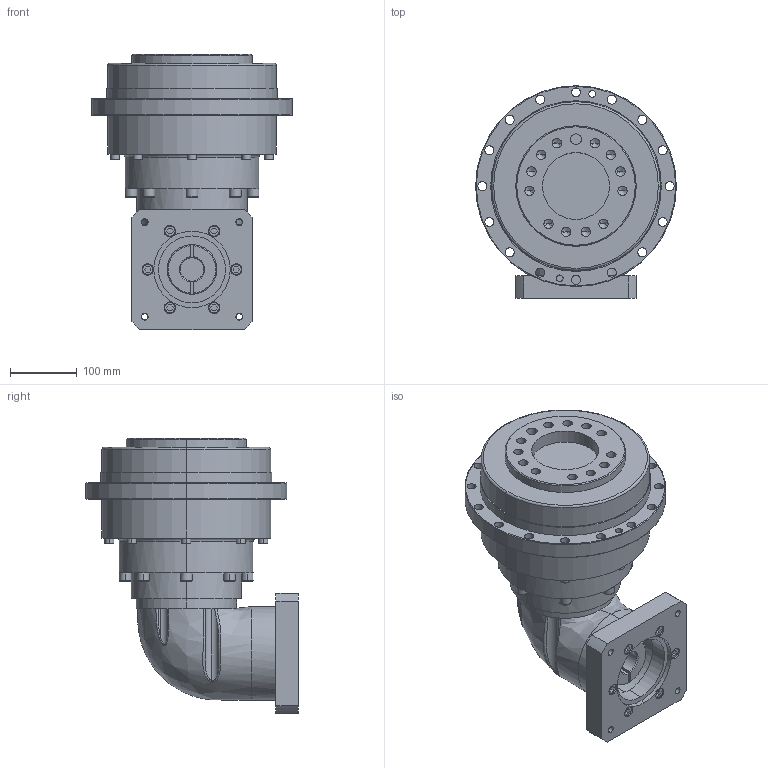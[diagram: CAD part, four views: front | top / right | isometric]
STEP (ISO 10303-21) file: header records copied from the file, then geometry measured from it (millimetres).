
FILE_DESCRIPTION (( 'STEP AP203' ), '1' );
FILE_NAME ('EVT255-L3-35-114.3-200.STEP', '2022-06-15T09:07:35', ( 'PC' ), ( 'Microsoft' ), 'SwSTEP 2.0', 'SolidWorks 2016', '' );
FILE_SCHEMA (( 'CONFIG_CONTROL_DESIGN' ));
Length unit declared in the file: millimetre
Products named in the file (1): EVT255-L3-35-114.3-200
Bounding box: 300 x 317 x 411.4 mm (x, y, z)
Volume: 13377116.3 mm3; surface area: 559384.9 mm2
Topology: 1 solids, 1 shells, 493 faces, 1207 edges, 759 vertices
Faces by surface type: plane 226, cylinder 171, torus 52, cone 38, bspline 6
Entity records: 17921 total; most frequent: CARTESIAN_POINT 5929, DIRECTION 2609, ORIENTED_EDGE 2366, EDGE_CURVE 1183, AXIS2_PLACEMENT_3D 988, VERTEX_POINT 759, LINE 633, VECTOR 633
